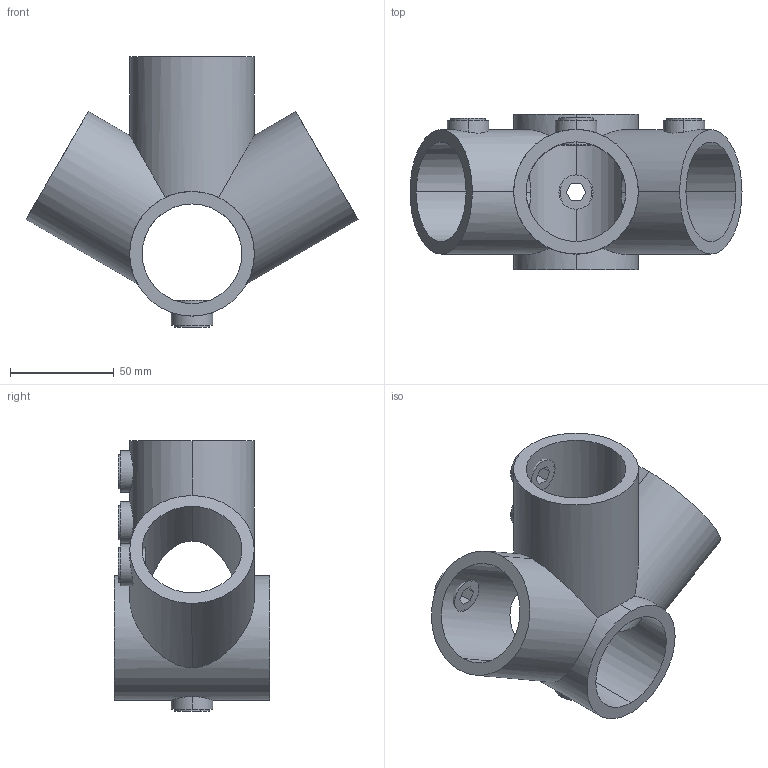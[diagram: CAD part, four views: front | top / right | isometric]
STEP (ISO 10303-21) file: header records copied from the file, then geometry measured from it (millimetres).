
FILE_DESCRIPTION (( 'STEP AP203' ), '1' );
FILE_NAME ('191-D48.step', '2015-09-17T16:29:11', ( '' ), ( '' ), 'SwSTEP 2.0', 'SolidWorks 2015', '' );
FILE_SCHEMA (( 'CONFIG_CONTROL_DESIGN' ));
Length unit declared in the file: millimetre
Products named in the file (3): 191-D48 Teil1_zeichnung; 191-D48 Teil2_zeichnung; 191-D48
Assembly tree (6 placements, depth 2):
  191-D48
    191-D48 Teil1_zeichnung
    191-D48 Teil2_zeichnung  x5
Bounding box: 159.9 x 75 x 130.5 mm (x, y, z)
Volume: 211208.5 mm3; surface area: 81712.3 mm2
Topology: 6 solids, 6 shells, 96 faces, 248 edges, 164 vertices
Faces by surface type: plane 50, cylinder 46
Entity records: 3457 total; most frequent: CARTESIAN_POINT 1645, ORIENTED_EDGE 304, DIRECTION 278, EDGE_CURVE 152, AXIS2_PLACEMENT_3D 109, VERTEX_POINT 100, EDGE_LOOP 76, VECTOR 60
